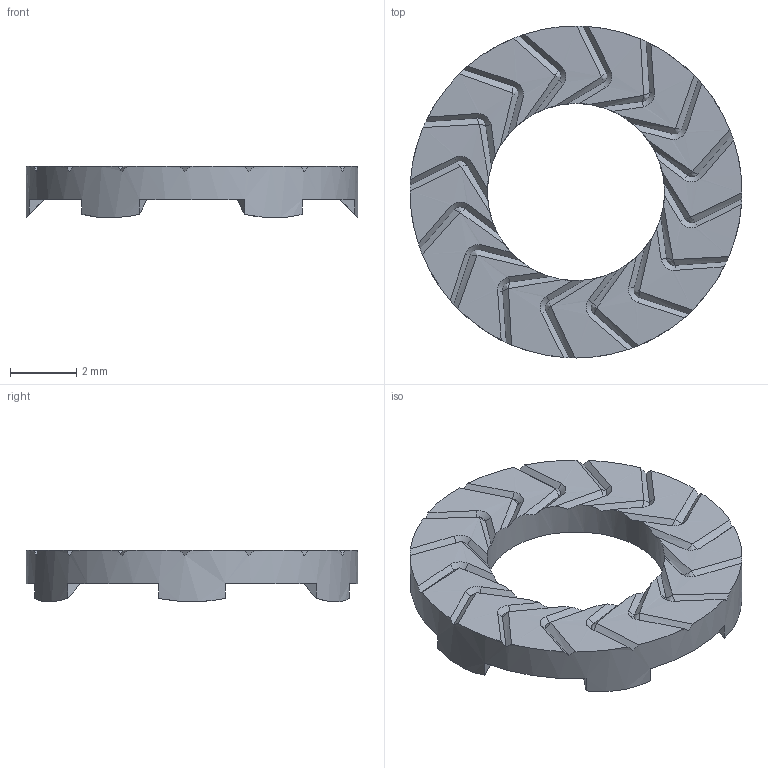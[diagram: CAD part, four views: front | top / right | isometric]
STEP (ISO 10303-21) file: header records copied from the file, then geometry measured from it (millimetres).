
FILE_DESCRIPTION( ( 'AP 214' ), '1' );
FILE_NAME( '070720_NSK K5_Muster_flach.stp', ' ', ( ' ' ), ( ' ' ), 'PSStep 16.0.33', 'VISI 20.0', ' ' );
FILE_SCHEMA( ( 'AUTOMOTIVE_DESIGN { 1 0 10303 214 1 1 1 1 }' ) );
Length unit declared in the file: millimetre
Products named in the file (1): 1
Bounding box: 10 x 10 x 1.55 mm (x, y, z)
Volume: 55.5 mm3; surface area: 174.7 mm2
Topology: 1 solids, 1 shells, 137 faces, 370 edges, 235 vertices
Faces by surface type: plane 100, bspline 32, torus 3, cylinder 2
Full cylindrical faces by diameter (mm): 5.34 x1, 10 x1
Entity records: 5637 total; most frequent: CARTESIAN_POINT 1344, ORIENTED_EDGE 726, DIRECTION 574, EDGE_CURVE 363, VERTEX_POINT 233, AXIS2_PLACEMENT_3D 219, EDGE_LOOP 144, FACE_OUTER_BOUND 142
